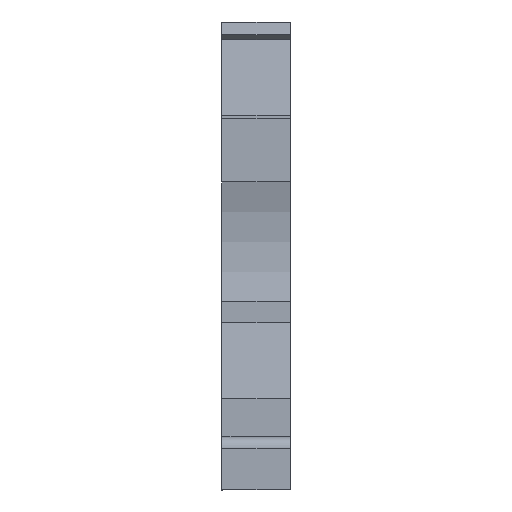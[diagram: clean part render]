
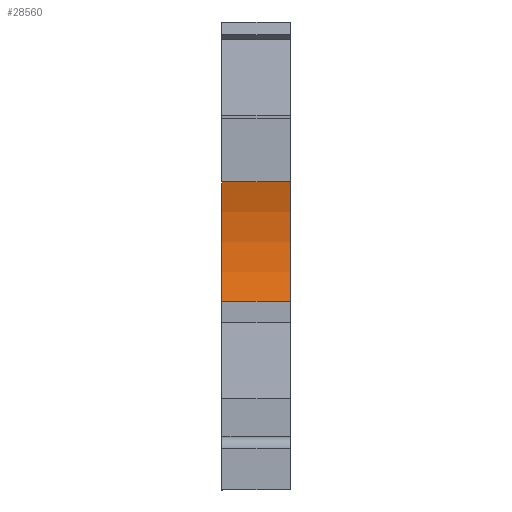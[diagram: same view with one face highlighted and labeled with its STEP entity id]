
A CAD part, front view. The second image highlights one B-rep face of the part: STEP entity #28560.
In plain terms, the highlighted cylindrical face has radius 15 mm (diameter 30 mm), a partial arc.
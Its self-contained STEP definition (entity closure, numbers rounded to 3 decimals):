
#15710=CARTESIAN_POINT('',(11.328,9.483,
0.));
#15720=VERTEX_POINT('',#15710);
#15750=CARTESIAN_POINT('',(-3.423,12.206,
0.));
#15760=DIRECTION('',(0.,0.,1.));
#15770=DIRECTION('',(0.993,0.122,
0.));
#15780=AXIS2_PLACEMENT_3D('',#15750,#15760,#15770);
#15790=CIRCLE('',#15780,15.);
#15800=CARTESIAN_POINT('',(10.231,18.416,
0.));
#15810=VERTEX_POINT('',#15800);
#15820=EDGE_CURVE('',#15720,#15810,#15790,.T.);
#23390=CARTESIAN_POINT('',(10.231,18.416,
-5.15));
#23400=VERTEX_POINT('',#23390);
#23430=CARTESIAN_POINT('',(-3.423,12.206,
-5.15));
#23440=DIRECTION('',(0.,0.,1.));
#23450=DIRECTION('',(0.993,0.122,
0.));
#23460=AXIS2_PLACEMENT_3D('',#23430,#23440,#23450);
#23470=CIRCLE('',#23460,15.);
#23480=CARTESIAN_POINT('',(11.328,9.483,
-5.15));
#23490=VERTEX_POINT('',#23480);
#23500=EDGE_CURVE('',#23490,#23400,#23470,.T.);
#28350=CARTESIAN_POINT('',(-3.423,12.206,
0.));
#28360=DIRECTION('',(0.,0.,1.));
#28370=DIRECTION('',(0.993,0.122,
0.));
#28380=AXIS2_PLACEMENT_3D('',#28350,#28360,#28370);
#28390=CYLINDRICAL_SURFACE('',#28380,15.);
#28400=ORIENTED_EDGE('',*,*,#15820,.T.);
#28410=CARTESIAN_POINT('',(11.328,9.483,
0.));
#28420=DIRECTION('',(0.,0.,-1.));
#28430=VECTOR('',#28420,1.);
#28440=LINE('',#28410,#28430);
#28450=EDGE_CURVE('',#15720,#23490,#28440,.T.);
#28460=ORIENTED_EDGE('',*,*,#28450,.F.);
#28470=ORIENTED_EDGE('',*,*,#23500,.F.);
#28480=CARTESIAN_POINT('',(10.231,18.416,
0.));
#28490=DIRECTION('',(0.,0.,-1.));
#28500=VECTOR('',#28490,1.);
#28510=LINE('',#28480,#28500);
#28520=EDGE_CURVE('',#15810,#23400,#28510,.T.);
#28530=ORIENTED_EDGE('',*,*,#28520,.T.);
#28540=EDGE_LOOP('',(#28530,#28470,#28460,#28400));
#28550=FACE_OUTER_BOUND('',#28540,.T.);
#28560=ADVANCED_FACE('',(#28550),#28390,.F.);
